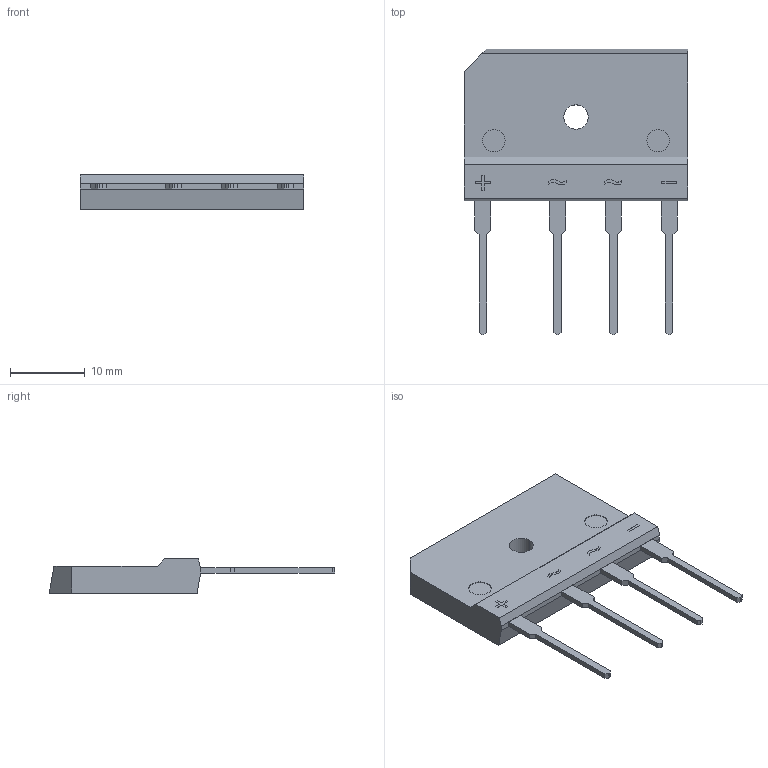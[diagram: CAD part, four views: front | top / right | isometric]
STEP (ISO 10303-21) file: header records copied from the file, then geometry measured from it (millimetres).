
FILE_DESCRIPTION (( 'STEP AP214' ), '1' );
FILE_NAME ('TS6P01G.STEP', '2022-02-21T18:38:00', ( '' ), ( '' ), 'SwSTEP 2.0', 'SolidWorks 2017', '' );
FILE_SCHEMA (( 'AUTOMOTIVE_DESIGN' ));
Length unit declared in the file: millimetre
Products named in the file (2): TS6P01G
Assembly tree (1 placements, depth 2):
  TS6P01G
    TS6P01G
Bounding box: 30 x 38.3 x 4.6 mm (x, y, z)
Volume: 2312.2 mm3; surface area: 1905.7 mm2
Topology: 9 solids, 9 shells, 151 faces, 381 edges, 254 vertices
Faces by surface type: plane 113, bspline 32, cylinder 6
Entity records: 5965 total; most frequent: CARTESIAN_POINT 2390, ORIENTED_EDGE 762, DIRECTION 575, EDGE_CURVE 381, LINE 305, VECTOR 305, VERTEX_POINT 254, EDGE_LOOP 159
